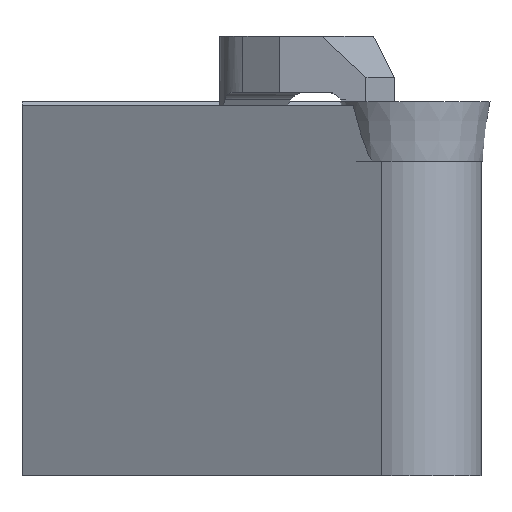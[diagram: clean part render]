
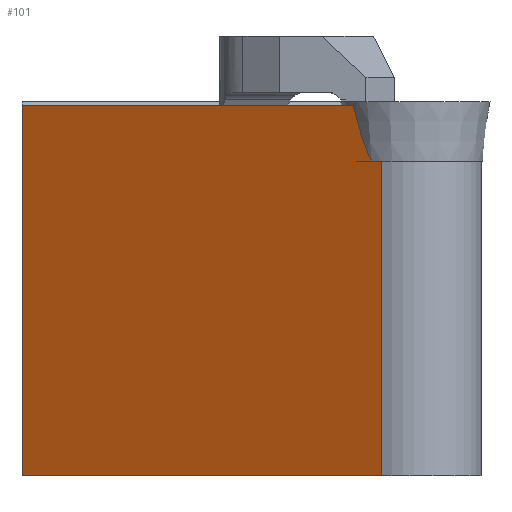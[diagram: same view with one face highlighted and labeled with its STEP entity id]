
A CAD part, left-side view. The second image highlights one B-rep face of the part: STEP entity #101.
In plain terms, the highlighted planar face has unit normal (-0.866, 0.5, 0).
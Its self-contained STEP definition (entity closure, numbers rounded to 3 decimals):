
#101=ADVANCED_FACE('',(#158),#133,.F.);
#133=PLANE('',#648);
#158=FACE_OUTER_BOUND('',#189,.T.);
#189=EDGE_LOOP('',(#348,#349,#350,#351,#352,#353));
#227=LINE('',#884,#285);
#228=LINE('',#903,#286);
#229=LINE('',#905,#287);
#230=LINE('',#907,#288);
#231=LINE('',#908,#289);
#285=VECTOR('',#708,1.);
#286=VECTOR('',#713,1.);
#287=VECTOR('',#714,1.);
#288=VECTOR('',#715,1.);
#289=VECTOR('',#716,1.);
#348=ORIENTED_EDGE('',*,*,#566,.F.);
#349=ORIENTED_EDGE('',*,*,#567,.F.);
#350=ORIENTED_EDGE('',*,*,#568,.F.);
#351=ORIENTED_EDGE('',*,*,#569,.F.);
#352=ORIENTED_EDGE('',*,*,#564,.T.);
#353=ORIENTED_EDGE('',*,*,#570,.F.);
#508=VERTEX_POINT('',#883);
#509=VERTEX_POINT('',#885);
#510=VERTEX_POINT('',#901);
#511=VERTEX_POINT('',#902);
#512=VERTEX_POINT('',#904);
#513=VERTEX_POINT('',#906);
#564=EDGE_CURVE('',#509,#508,#227,.T.);
#566=EDGE_CURVE('',#510,#511,#640,.T.);
#567=EDGE_CURVE('',#512,#510,#228,.T.);
#568=EDGE_CURVE('',#513,#512,#229,.T.);
#569=EDGE_CURVE('',#509,#513,#230,.T.);
#570=EDGE_CURVE('',#511,#508,#231,.T.);
#640=B_SPLINE_CURVE_WITH_KNOTS('',3,(#888,#889,#890,#891,#892,#893,#894,
#895,#896,#897,#898,#899,#900),.UNSPECIFIED.,.F.,.F.,(4,3,3,3,4),(0.,0.399,
0.669,0.855,1.),.UNSPECIFIED.);
#648=AXIS2_PLACEMENT_3D('',#909,#717,#718);
#708=DIRECTION('',(0.,0.,1.));
#713=DIRECTION('',(-0.5,-0.866,0.));
#714=DIRECTION('',(0.,0.,1.));
#715=DIRECTION('',(0.5,0.866,0.));
#716=DIRECTION('',(-0.5,-0.866,0.));
#717=DIRECTION('',(0.866,-0.5,0.));
#718=DIRECTION('',(0.5,0.866,0.));
#883=CARTESIAN_POINT('',(0.917,-19.22,-3.18));
#884=CARTESIAN_POINT('',(0.917,-19.22,-35.));
#885=CARTESIAN_POINT('',(0.917,-19.22,-20.));
#888=CARTESIAN_POINT('',(1.802,-17.687,-0.2));
#889=CARTESIAN_POINT('',(1.746,-17.786,-0.612));
#890=CARTESIAN_POINT('',(1.685,-17.891,-1.022));
#891=CARTESIAN_POINT('',(1.617,-18.008,-1.427));
#892=CARTESIAN_POINT('',(1.571,-18.088,-1.702));
#893=CARTESIAN_POINT('',(1.521,-18.174,-1.975));
#894=CARTESIAN_POINT('',(1.466,-18.271,-2.243));
#895=CARTESIAN_POINT('',(1.427,-18.337,-2.427));
#896=CARTESIAN_POINT('',(1.386,-18.408,-2.608));
#897=CARTESIAN_POINT('',(1.339,-18.489,-2.784));
#898=CARTESIAN_POINT('',(1.303,-18.553,-2.921));
#899=CARTESIAN_POINT('',(1.263,-18.622,-3.055));
#900=CARTESIAN_POINT('',(1.217,-18.702,-3.18));
#901=CARTESIAN_POINT('',(1.802,-17.687,-0.2));
#902=CARTESIAN_POINT('',(1.217,-18.702,-3.18));
#903=CARTESIAN_POINT('',(0.917,-19.22,-0.2));
#904=CARTESIAN_POINT('',(12.014,0.,-0.2));
#905=CARTESIAN_POINT('',(12.014,0.,-35.));
#906=CARTESIAN_POINT('',(12.014,0.,-20.));
#907=CARTESIAN_POINT('',(0.917,-19.22,-20.));
#908=CARTESIAN_POINT('',(0.917,-19.22,-3.18));
#909=CARTESIAN_POINT('',(0.917,-19.22,-35.));
